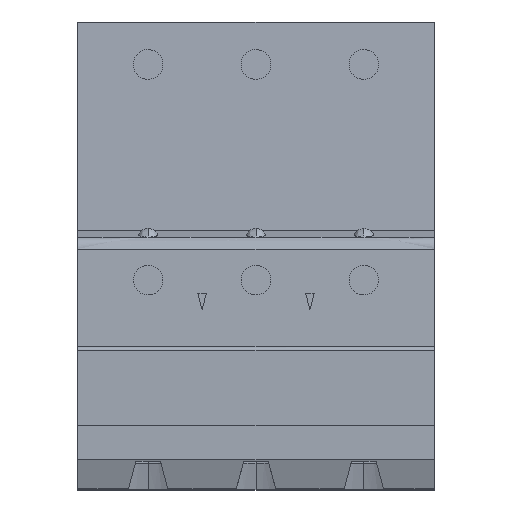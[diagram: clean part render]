
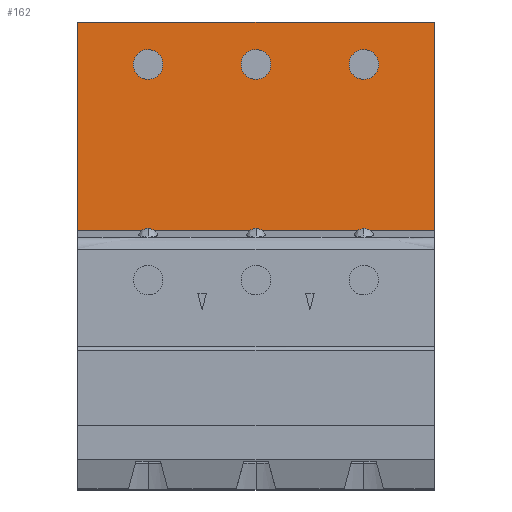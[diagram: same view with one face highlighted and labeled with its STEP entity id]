
A CAD part, top view. The second image highlights one B-rep face of the part: STEP entity #162.
In plain terms, the highlighted planar face has unit normal (0, 0.033, 0.999).
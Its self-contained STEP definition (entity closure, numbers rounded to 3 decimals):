
#24=FACE_BOUND($,#1245,.T.);
#25=FACE_BOUND($,#1246,.T.);
#26=FACE_BOUND($,#1247,.T.);
#162=ADVANCED_FACE($,(#703,#24,#25,#26),#6397,.T.);
#703=FACE_OUTER_BOUND($,#1244,.T.);
#1244=EDGE_LOOP($,(#2132,#2133,#2134,#2135));
#1245=EDGE_LOOP($,(#2136,#2137));
#1246=EDGE_LOOP($,(#2138,#2139));
#1247=EDGE_LOOP($,(#2140,#2141));
#2132=ORIENTED_EDGE($,*,*,#4543,.T.);
#2133=ORIENTED_EDGE($,*,*,#4540,.T.);
#2134=ORIENTED_EDGE($,*,*,#4541,.T.);
#2135=ORIENTED_EDGE($,*,*,#4542,.T.);
#2136=ORIENTED_EDGE($,*,*,#4534,.T.);
#2137=ORIENTED_EDGE($,*,*,#4535,.T.);
#2138=ORIENTED_EDGE($,*,*,#4537,.T.);
#2139=ORIENTED_EDGE($,*,*,#4536,.T.);
#2140=ORIENTED_EDGE($,*,*,#4539,.T.);
#2141=ORIENTED_EDGE($,*,*,#4538,.T.);
#4534=EDGE_CURVE($,#5708,#5709,#7763,.T.);
#4535=EDGE_CURVE($,#5709,#5708,#7764,.T.);
#4536=EDGE_CURVE($,#5710,#5711,#7765,.T.);
#4537=EDGE_CURVE($,#5711,#5710,#7766,.T.);
#4538=EDGE_CURVE($,#5712,#5713,#7767,.T.);
#4539=EDGE_CURVE($,#5713,#5712,#7768,.T.);
#4540=EDGE_CURVE($,#5714,#5715,#7027,.T.);
#4541=EDGE_CURVE($,#5715,#5716,#7028,.T.);
#4542=EDGE_CURVE($,#5716,#5717,#7029,.T.);
#4543=EDGE_CURVE($,#5717,#5714,#7030,.T.);
#5708=VERTEX_POINT($,#13344);
#5709=VERTEX_POINT($,#13345);
#5710=VERTEX_POINT($,#13346);
#5711=VERTEX_POINT($,#13347);
#5712=VERTEX_POINT($,#13348);
#5713=VERTEX_POINT($,#13349);
#5714=VERTEX_POINT($,#13350);
#5715=VERTEX_POINT($,#13351);
#5716=VERTEX_POINT($,#13352);
#5717=VERTEX_POINT($,#13353);
#6397=PLANE($,#8108);
#7027=B_SPLINE_CURVE_WITH_KNOTS($,1,(#9646,#9647),.UNSPECIFIED.,.F.,.F.,
(2,2),(0.,16.8),.UNSPECIFIED.);
#7028=B_SPLINE_CURVE_WITH_KNOTS($,1,(#9648,#9649),.UNSPECIFIED.,.F.,.F.,
(2,2),(0.,9.805),.UNSPECIFIED.);
#7029=B_SPLINE_CURVE_WITH_KNOTS($,1,(#9650,#9651),.UNSPECIFIED.,.F.,.F.,
(2,2),(0.,16.8),.UNSPECIFIED.);
#7030=B_SPLINE_CURVE_WITH_KNOTS($,1,(#9652,#9653),.UNSPECIFIED.,.F.,.F.,
(2,2),(-9.805,0.),.UNSPECIFIED.);
#7763=(
BOUNDED_CURVE()
B_SPLINE_CURVE(2,(#9616,#9617,#9618,#9619,#9620),.UNSPECIFIED.,.F.,.F.)
B_SPLINE_CURVE_WITH_KNOTS((3,2,3),(-4.399,-3.3,-2.2),
.UNSPECIFIED.)
CURVE()
GEOMETRIC_REPRESENTATION_ITEM()
RATIONAL_B_SPLINE_CURVE((1.,0.707,1.,0.707,1.))
REPRESENTATION_ITEM($)
);
#7764=(
BOUNDED_CURVE()
B_SPLINE_CURVE(2,(#9621,#9622,#9623,#9624,#9625),.UNSPECIFIED.,.F.,.F.)
B_SPLINE_CURVE_WITH_KNOTS((3,2,3),(-2.2,-1.1,0.),
.UNSPECIFIED.)
CURVE()
GEOMETRIC_REPRESENTATION_ITEM()
RATIONAL_B_SPLINE_CURVE((1.,0.707,1.,0.707,1.))
REPRESENTATION_ITEM($)
);
#7765=(
BOUNDED_CURVE()
B_SPLINE_CURVE(2,(#9626,#9627,#9628,#9629,#9630),.UNSPECIFIED.,.F.,.F.)
B_SPLINE_CURVE_WITH_KNOTS((3,2,3),(-2.2,-1.1,0.),
.UNSPECIFIED.)
CURVE()
GEOMETRIC_REPRESENTATION_ITEM()
RATIONAL_B_SPLINE_CURVE((1.,0.707,1.,0.707,1.))
REPRESENTATION_ITEM($)
);
#7766=(
BOUNDED_CURVE()
B_SPLINE_CURVE(2,(#9631,#9632,#9633,#9634,#9635),.UNSPECIFIED.,.F.,.F.)
B_SPLINE_CURVE_WITH_KNOTS((3,2,3),(-2.2,-1.1,0.),
.UNSPECIFIED.)
CURVE()
GEOMETRIC_REPRESENTATION_ITEM()
RATIONAL_B_SPLINE_CURVE((1.,0.707,1.,0.707,1.))
REPRESENTATION_ITEM($)
);
#7767=(
BOUNDED_CURVE()
B_SPLINE_CURVE(2,(#9636,#9637,#9638,#9639,#9640),.UNSPECIFIED.,.F.,.F.)
B_SPLINE_CURVE_WITH_KNOTS((3,2,3),(-4.399,-3.3,-2.2),
.UNSPECIFIED.)
CURVE()
GEOMETRIC_REPRESENTATION_ITEM()
RATIONAL_B_SPLINE_CURVE((1.,0.707,1.,0.707,1.))
REPRESENTATION_ITEM($)
);
#7768=(
BOUNDED_CURVE()
B_SPLINE_CURVE(2,(#9641,#9642,#9643,#9644,#9645),.UNSPECIFIED.,.F.,.F.)
B_SPLINE_CURVE_WITH_KNOTS((3,2,3),(-4.399,-3.3,-2.2),
.UNSPECIFIED.)
CURVE()
GEOMETRIC_REPRESENTATION_ITEM()
RATIONAL_B_SPLINE_CURVE((1.,0.707,1.,0.707,1.))
REPRESENTATION_ITEM($)
);
#8108=AXIS2_PLACEMENT_3D($,#12109,#8554,$);
#8554=DIRECTION($,(0.,0.033,0.999));
#9616=CARTESIAN_POINT($,(0.,9.46,25.543));
#9617=CARTESIAN_POINT($,(-0.7,9.46,25.543));
#9618=CARTESIAN_POINT($,(-0.7,10.16,25.52));
#9619=CARTESIAN_POINT($,(-0.7,10.86,25.497));
#9620=CARTESIAN_POINT($,(0.,10.86,25.497));
#9621=CARTESIAN_POINT($,(0.,10.86,25.497));
#9622=CARTESIAN_POINT($,(0.7,10.86,25.497));
#9623=CARTESIAN_POINT($,(0.7,10.16,25.52));
#9624=CARTESIAN_POINT($,(0.7,9.46,25.543));
#9625=CARTESIAN_POINT($,(0.,9.46,25.543));
#9626=CARTESIAN_POINT($,(-5.08,9.46,25.543));
#9627=CARTESIAN_POINT($,(-5.78,9.46,25.543));
#9628=CARTESIAN_POINT($,(-5.78,10.16,25.52));
#9629=CARTESIAN_POINT($,(-5.78,10.86,25.497));
#9630=CARTESIAN_POINT($,(-5.08,10.86,25.497));
#9631=CARTESIAN_POINT($,(-5.08,10.86,25.497));
#9632=CARTESIAN_POINT($,(-4.38,10.86,25.497));
#9633=CARTESIAN_POINT($,(-4.38,10.16,25.52));
#9634=CARTESIAN_POINT($,(-4.38,9.46,25.543));
#9635=CARTESIAN_POINT($,(-5.08,9.46,25.543));
#9636=CARTESIAN_POINT($,(5.08,9.46,25.543));
#9637=CARTESIAN_POINT($,(4.38,9.46,25.543));
#9638=CARTESIAN_POINT($,(4.38,10.16,25.52));
#9639=CARTESIAN_POINT($,(4.38,10.86,25.497));
#9640=CARTESIAN_POINT($,(5.08,10.86,25.497));
#9641=CARTESIAN_POINT($,(5.08,10.86,25.497));
#9642=CARTESIAN_POINT($,(5.78,10.86,25.497));
#9643=CARTESIAN_POINT($,(5.78,10.16,25.52));
#9644=CARTESIAN_POINT($,(5.78,9.46,25.543));
#9645=CARTESIAN_POINT($,(5.08,9.46,25.543));
#9646=CARTESIAN_POINT($,(8.4,12.16,25.454));
#9647=CARTESIAN_POINT($,(-8.4,12.16,25.454));
#9648=CARTESIAN_POINT($,(-8.4,12.16,25.454));
#9649=CARTESIAN_POINT($,(-8.4,2.36,25.779));
#9650=CARTESIAN_POINT($,(-8.4,2.36,25.779));
#9651=CARTESIAN_POINT($,(8.4,2.36,25.779));
#9652=CARTESIAN_POINT($,(8.4,2.36,25.779));
#9653=CARTESIAN_POINT($,(8.4,12.16,25.454));
#12109=CARTESIAN_POINT($,(-8.4,12.16,25.454));
#13344=CARTESIAN_POINT($,(0.,9.46,25.543));
#13345=CARTESIAN_POINT($,(0.,10.86,25.497));
#13346=CARTESIAN_POINT($,(-5.08,9.46,25.543));
#13347=CARTESIAN_POINT($,(-5.08,10.86,25.497));
#13348=CARTESIAN_POINT($,(5.08,9.46,25.543));
#13349=CARTESIAN_POINT($,(5.08,10.86,25.497));
#13350=CARTESIAN_POINT($,(8.4,12.16,25.454));
#13351=CARTESIAN_POINT($,(-8.4,12.16,25.454));
#13352=CARTESIAN_POINT($,(-8.4,2.36,25.779));
#13353=CARTESIAN_POINT($,(8.4,2.36,25.779));
